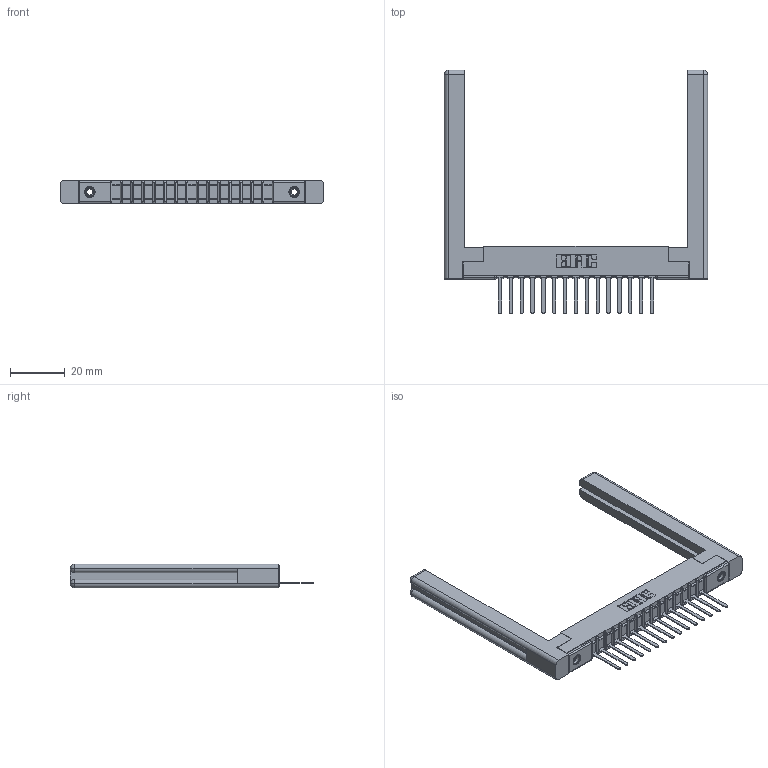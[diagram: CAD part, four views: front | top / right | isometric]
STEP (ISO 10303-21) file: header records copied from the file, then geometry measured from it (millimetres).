
FILE_DESCRIPTION (( 'STEP AP203' ), '1' );
FILE_NAME ('307-015-541-158.STEP', '2019-09-04T20:59:50', ( '' ), ( '' ), 'SwSTEP 2.0', 'SolidWorks 2016', '' );
FILE_SCHEMA (( 'CONFIG_CONTROL_DESIGN' ));
Length unit declared in the file: inch
Products named in the file (5): 307 Part_.156 Dia Mounting Holes; 345-250-001_345-250-001-102; 307-015-541-158; 307-220-058; 307-290-002_541
Assembly tree (20 placements, depth 2):
  307-015-541-158
    307 Part_.156 Dia Mounting Holes
    307-290-002_541  x15
    307-220-058  x2
    345-250-001_345-250-001-102  x2
Bounding box: 96.06 x 88.9 x 8.71 mm (x, y, z)
Volume: 14058.9 mm3; surface area: 16495.9 mm2
Topology: 20 solids, 20 shells, 1386 faces, 4157 edges, 2714 vertices
Faces by surface type: plane 829, cylinder 501, sphere 32, torus 12, cone 12
Entity records: 19539 total; most frequent: CARTESIAN_POINT 3299, ORIENTED_EDGE 3228, DIRECTION 3178, EDGE_CURVE 1614, LINE 1220, VECTOR 1220, VERTEX_POINT 1046, AXIS2_PLACEMENT_3D 979
